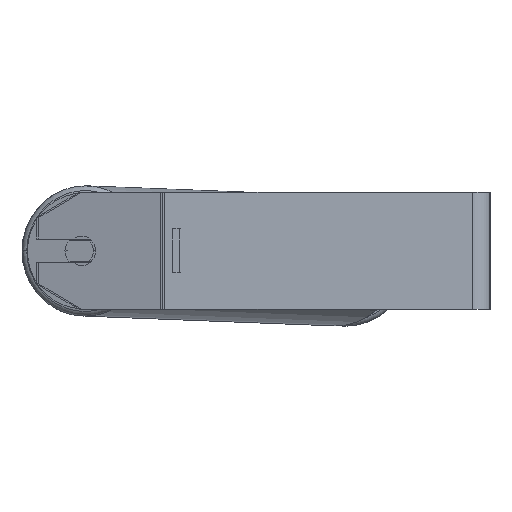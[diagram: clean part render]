
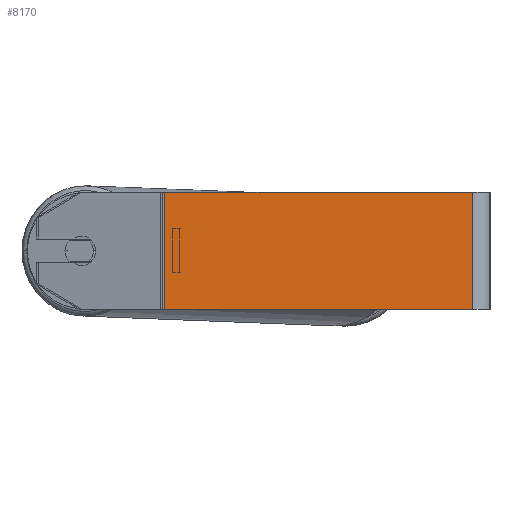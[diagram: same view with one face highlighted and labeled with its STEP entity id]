
A CAD part, left-side view. The second image highlights one B-rep face of the part: STEP entity #8170.
In plain terms, the highlighted planar face has unit normal (-1, 0, 0).
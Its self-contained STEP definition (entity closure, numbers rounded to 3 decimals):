
#98 = CARTESIAN_POINT ( 'NONE',  ( -1045., 223.554, 40. ) ) ;
#351 = LINE ( 'NONE', #6976, #4579 ) ;
#525 = CARTESIAN_POINT ( 'NONE',  ( -1045., 221.974, 40. ) ) ;
#963 = VECTOR ( 'NONE', #8660, 1000. ) ;
#1405 = EDGE_CURVE ( 'NONE', #5555, #2332, #351, .T. ) ;
#1546 = ORIENTED_EDGE ( 'NONE', *, *, #5361, .T. ) ;
#1746 = CARTESIAN_POINT ( 'NONE',  ( -1045., 223.554, -40. ) ) ;
#2332 = VERTEX_POINT ( 'NONE', #3859 ) ;
#2548 = DIRECTION ( 'NONE',  ( 0., 0., -1. ) ) ;
#2939 = CARTESIAN_POINT ( 'NONE',  ( -1045., 221.974, -40. ) ) ;
#3119 = ORIENTED_EDGE ( 'NONE', *, *, #1405, .F. ) ;
#3391 = EDGE_LOOP ( 'NONE', ( #1546, #3119, #7505, #3714 ) ) ;
#3714 = ORIENTED_EDGE ( 'NONE', *, *, #6729, .T. ) ;
#3859 = CARTESIAN_POINT ( 'NONE',  ( -1045., 12., -40. ) ) ;
#4579 = VECTOR ( 'NONE', #7653, 1000. ) ;
#4730 = DIRECTION ( 'NONE',  ( 0., 0., -1. ) ) ;
#4967 = CARTESIAN_POINT ( 'NONE',  ( -1045., 12., 40. ) ) ;
#5223 = LINE ( 'NONE', #1746, #963 ) ;
#5231 = LINE ( 'NONE', #6526, #7774 ) ;
#5361 = EDGE_CURVE ( 'NONE', #6553, #2332, #5223, .T. ) ;
#5555 = VERTEX_POINT ( 'NONE', #4967 ) ;
#5780 = AXIS2_PLACEMENT_3D ( 'NONE', #98, #8198, #4730 ) ;
#6076 = CARTESIAN_POINT ( 'NONE',  ( -1045., 221.974, 40. ) ) ;
#6526 = CARTESIAN_POINT ( 'NONE',  ( -1045., 223.554, 40. ) ) ;
#6553 = VERTEX_POINT ( 'NONE', #2939 ) ;
#6729 = EDGE_CURVE ( 'NONE', #7093, #6553, #7919, .T. ) ;
#6841 = FACE_OUTER_BOUND ( 'NONE', #3391, .T. ) ;
#6976 = CARTESIAN_POINT ( 'NONE',  ( -1045., 12., 40. ) ) ;
#7093 = VERTEX_POINT ( 'NONE', #6076 ) ;
#7505 = ORIENTED_EDGE ( 'NONE', *, *, #8334, .F. ) ;
#7653 = DIRECTION ( 'NONE',  ( 0., 0., -1. ) ) ;
#7743 = VECTOR ( 'NONE', #2548, 1000. ) ;
#7774 = VECTOR ( 'NONE', #7953, 1000. ) ;
#7919 = LINE ( 'NONE', #525, #7743 ) ;
#7953 = DIRECTION ( 'NONE',  ( 0., -1., 0. ) ) ;
#8072 = PLANE ( 'NONE',  #5780 ) ;
#8170 = ADVANCED_FACE ( 'NONE', ( #6841 ), #8072, .F. ) ;
#8198 = DIRECTION ( 'NONE',  ( 1., 0., 0. ) ) ;
#8334 = EDGE_CURVE ( 'NONE', #7093, #5555, #5231, .T. ) ;
#8660 = DIRECTION ( 'NONE',  ( 0., -1., 0. ) ) ;
